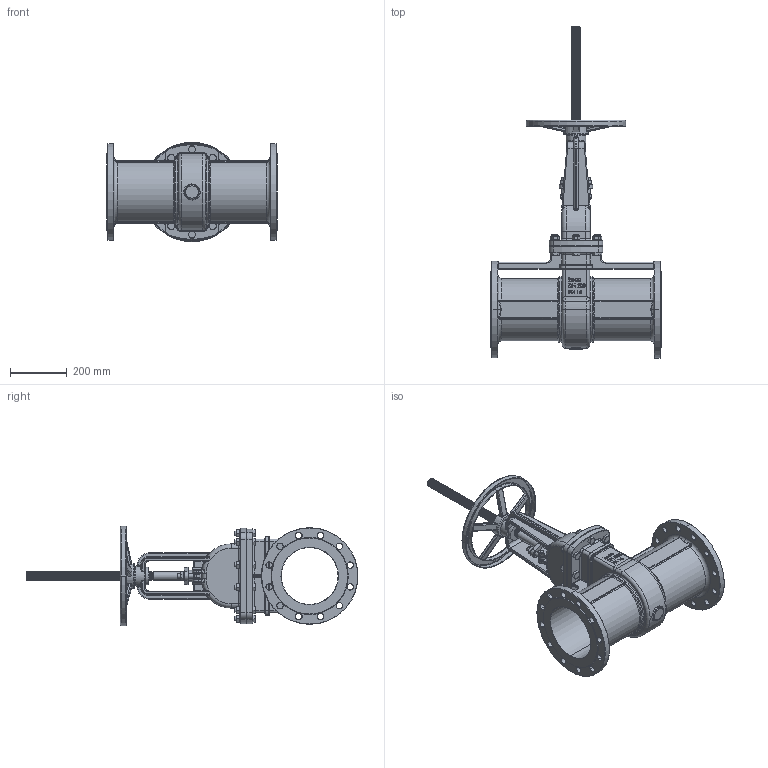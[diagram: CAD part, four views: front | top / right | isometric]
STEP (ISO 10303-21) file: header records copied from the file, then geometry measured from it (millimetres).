
FILE_DESCRIPTION (( 'STEP AP214' ), '1' );
FILE_NAME ('FLAS-800-F1 Absperrschieber mit Flansch 1711.STEP', '2017-11-24T10:21:24', ( '' ), ( '' ), 'SwSTEP 2.0', 'SolidWorks 2016', '' );
FILE_SCHEMA (( 'AUTOMOTIVE_DESIGN' ));
Length unit declared in the file: millimetre
Products named in the file (1): FLAS-800-F1 Absperrschieber mit Flansch 1711
Bounding box: 600 x 1168 x 350 mm (x, y, z)
Volume: 17945230.2 mm3; surface area: 1905198.7 mm2
Topology: 1 solids, 2 shells, 2387 faces, 5718 edges, 3417 vertices
Faces by surface type: cylinder 656, plane 549, bspline 503, torus 379, cone 280, sphere 20
Entity records: 134270 total; most frequent: CARTESIAN_POINT 73992, ORIENTED_EDGE 11352, DIRECTION 9898, EDGE_CURVE 5676, AXIS2_PLACEMENT_3D 4038, VERTEX_POINT 3417, EDGE_LOOP 2611, FACE_OUTER_BOUND 2387
